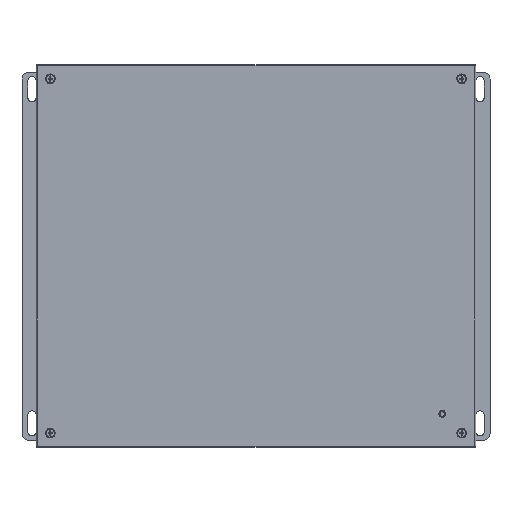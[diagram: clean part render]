
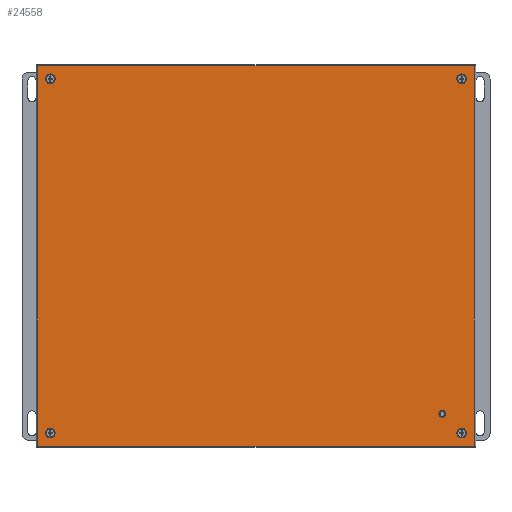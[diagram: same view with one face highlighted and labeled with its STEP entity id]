
A CAD part, top view. The second image highlights one B-rep face of the part: STEP entity #24558.
In plain terms, the highlighted planar face has unit normal (0, 0, 1).
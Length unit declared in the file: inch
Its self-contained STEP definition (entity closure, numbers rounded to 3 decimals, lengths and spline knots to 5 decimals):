
#404 = DIRECTION ( 'NONE',  ( -1., 0., 0. ) ) ;
#985 = EDGE_CURVE ( 'NONE', #22450, #22450, #43623, .T. ) ;
#1079 = DIRECTION ( 'NONE',  ( -1., 0., 0. ) ) ;
#1395 = EDGE_CURVE ( 'NONE', #3404, #44610, #43202, .T. ) ;
#1429 = CARTESIAN_POINT ( 'NONE',  ( 16.28127, 8.05254, 6.135 ) ) ;
#1928 = CIRCLE ( 'NONE', #28624, 0.133 ) ;
#2875 = ORIENTED_EDGE ( 'NONE', *, *, #3816, .T. ) ;
#3066 = LINE ( 'NONE', #18016, #42255 ) ;
#3404 = VERTEX_POINT ( 'NONE', #37405 ) ;
#3514 = LINE ( 'NONE', #27139, #15276 ) ;
#3756 = CARTESIAN_POINT ( 'NONE',  ( 14.9347, 1.09375, 6.135 ) ) ;
#3816 = EDGE_CURVE ( 'NONE', #29799, #31975, #35836, .T. ) ;
#4116 = AXIS2_PLACEMENT_3D ( 'NONE', #1429, #23339, #12901 ) ;
#4652 = EDGE_LOOP ( 'NONE', ( #46644 ) ) ;
#4872 = FACE_OUTER_BOUND ( 'NONE', #39230, .T. ) ;
#5200 = VERTEX_POINT ( 'NONE', #16714 ) ;
#5428 = VERTEX_POINT ( 'NONE', #24835 ) ;
#6331 = CARTESIAN_POINT ( 'NONE',  ( 0.2421, 13.6251, 6.135 ) ) ;
#6789 = CARTESIAN_POINT ( 'NONE',  ( 15.617, 0.375, 6.135 ) ) ;
#6967 = DIRECTION ( 'NONE',  ( 1., 0., 0. ) ) ;
#7028 = VERTEX_POINT ( 'NONE', #6789 ) ;
#10452 = CARTESIAN_POINT ( 'NONE',  ( 15.03125, 1.09375, 6.135 ) ) ;
#12137 = AXIS2_PLACEMENT_3D ( 'NONE', #10452, #44728, #41018 ) ;
#12203 = FACE_BOUND ( 'NONE', #25749, .T. ) ;
#12291 = AXIS2_PLACEMENT_3D ( 'NONE', #18046, #14610, #44910 ) ;
#12658 = CARTESIAN_POINT ( 'NONE',  ( 16.23125, 8.05254, 6.135 ) ) ;
#12901 = DIRECTION ( 'NONE',  ( -1., 0., 0. ) ) ;
#13866 = EDGE_CURVE ( 'NONE', #31975, #3404, #3066, .T. ) ;
#14254 = EDGE_CURVE ( 'NONE', #5428, #5428, #41434, .T. ) ;
#14610 = DIRECTION ( 'NONE',  ( 0., 0., -1. ) ) ;
#15019 = EDGE_CURVE ( 'NONE', #5200, #5200, #1928, .T. ) ;
#15276 = VECTOR ( 'NONE', #18478, 39.37008 ) ;
#15335 = DIRECTION ( 'NONE',  ( 0., 0., -1. ) ) ;
#16714 = CARTESIAN_POINT ( 'NONE',  ( 15.617, 13.6251, 6.135 ) ) ;
#17005 = CIRCLE ( 'NONE', #12291, 0.133 ) ;
#18016 = CARTESIAN_POINT ( 'NONE',  ( 16.28127, -0.10625, 6.135 ) ) ;
#18046 = CARTESIAN_POINT ( 'NONE',  ( 0.3751, 13.6251, 6.135 ) ) ;
#18478 = DIRECTION ( 'NONE',  ( -1., 0., 0. ) ) ;
#18682 = CARTESIAN_POINT ( 'NONE',  ( 15.75, 13.6251, 6.135 ) ) ;
#19325 = ORIENTED_EDGE ( 'NONE', *, *, #13866, .T. ) ;
#20557 = ORIENTED_EDGE ( 'NONE', *, *, #26297, .T. ) ;
#20761 = DIRECTION ( 'NONE',  ( 0., 1., 0. ) ) ;
#22450 = VERTEX_POINT ( 'NONE', #3756 ) ;
#23026 = CARTESIAN_POINT ( 'NONE',  ( 0.3751, 0.375, 6.135 ) ) ;
#23075 = EDGE_LOOP ( 'NONE', ( #47179 ) ) ;
#23339 = DIRECTION ( 'NONE',  ( 0., 0., -1. ) ) ;
#23981 = VECTOR ( 'NONE', #20761, 39.37008 ) ;
#24558 = ADVANCED_FACE ( 'NONE', ( #45972, #38564, #38791, #12203, #34833, #4872 ), #35323, .F. ) ;
#24835 = CARTESIAN_POINT ( 'NONE',  ( 0.2421, 0.375, 6.135 ) ) ;
#25259 = VERTEX_POINT ( 'NONE', #6331 ) ;
#25292 = ORIENTED_EDGE ( 'NONE', *, *, #15019, .T. ) ;
#25505 = CARTESIAN_POINT ( 'NONE',  ( -0.10615, -0.10625, 6.135 ) ) ;
#25749 = EDGE_LOOP ( 'NONE', ( #30285 ) ) ;
#26094 = DIRECTION ( 'NONE',  ( 0., 0., -1. ) ) ;
#26176 = CARTESIAN_POINT ( 'NONE',  ( 15.75, 0.375, 6.135 ) ) ;
#26297 = EDGE_CURVE ( 'NONE', #44610, #29799, #3514, .T. ) ;
#26348 = DIRECTION ( 'NONE',  ( -1., 0., 0. ) ) ;
#27139 = CARTESIAN_POINT ( 'NONE',  ( 16.28127, 14.10635, 6.135 ) ) ;
#28185 = ORIENTED_EDGE ( 'NONE', *, *, #47306, .T. ) ;
#28465 = DIRECTION ( 'NONE',  ( 0., -1., 0. ) ) ;
#28624 = AXIS2_PLACEMENT_3D ( 'NONE', #18682, #26094, #26348 ) ;
#28787 = CARTESIAN_POINT ( 'NONE',  ( -0.10615, 14.10635, 6.135 ) ) ;
#29799 = VERTEX_POINT ( 'NONE', #28787 ) ;
#30285 = ORIENTED_EDGE ( 'NONE', *, *, #14254, .T. ) ;
#30398 = VECTOR ( 'NONE', #28465, 39.37008 ) ;
#31413 = CARTESIAN_POINT ( 'NONE',  ( -0.10615, 8.05254, 6.135 ) ) ;
#31975 = VERTEX_POINT ( 'NONE', #25505 ) ;
#34316 = AXIS2_PLACEMENT_3D ( 'NONE', #23026, #15335, #404 ) ;
#34451 = EDGE_LOOP ( 'NONE', ( #28185 ) ) ;
#34694 = CARTESIAN_POINT ( 'NONE',  ( 16.23125, 14.10635, 6.135 ) ) ;
#34722 = DIRECTION ( 'NONE',  ( 0., 0., -1. ) ) ;
#34833 = FACE_BOUND ( 'NONE', #23075, .T. ) ;
#35323 = PLANE ( 'NONE',  #4116 ) ;
#35836 = LINE ( 'NONE', #31413, #30398 ) ;
#36581 = AXIS2_PLACEMENT_3D ( 'NONE', #26176, #34722, #1079 ) ;
#37405 = CARTESIAN_POINT ( 'NONE',  ( 16.23125, -0.10625, 6.135 ) ) ;
#37679 = EDGE_CURVE ( 'NONE', #25259, #25259, #17005, .T. ) ;
#37698 = EDGE_LOOP ( 'NONE', ( #25292 ) ) ;
#38564 = FACE_BOUND ( 'NONE', #4652, .T. ) ;
#38791 = FACE_BOUND ( 'NONE', #34451, .T. ) ;
#39230 = EDGE_LOOP ( 'NONE', ( #2875, #19325, #42050, #20557 ) ) ;
#41018 = DIRECTION ( 'NONE',  ( -1., 0., 0. ) ) ;
#41434 = CIRCLE ( 'NONE', #34316, 0.133 ) ;
#42050 = ORIENTED_EDGE ( 'NONE', *, *, #1395, .T. ) ;
#42150 = CIRCLE ( 'NONE', #36581, 0.133 ) ;
#42255 = VECTOR ( 'NONE', #6967, 39.37008 ) ;
#43202 = LINE ( 'NONE', #12658, #23981 ) ;
#43623 = CIRCLE ( 'NONE', #12137, 0.09655 ) ;
#44610 = VERTEX_POINT ( 'NONE', #34694 ) ;
#44728 = DIRECTION ( 'NONE',  ( 0., 0., -1. ) ) ;
#44910 = DIRECTION ( 'NONE',  ( -1., 0., 0. ) ) ;
#45972 = FACE_BOUND ( 'NONE', #37698, .T. ) ;
#46644 = ORIENTED_EDGE ( 'NONE', *, *, #985, .T. ) ;
#47179 = ORIENTED_EDGE ( 'NONE', *, *, #37679, .T. ) ;
#47306 = EDGE_CURVE ( 'NONE', #7028, #7028, #42150, .T. ) ;
